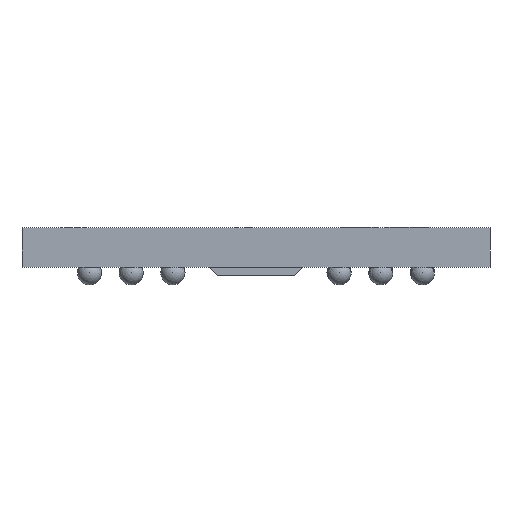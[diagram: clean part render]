
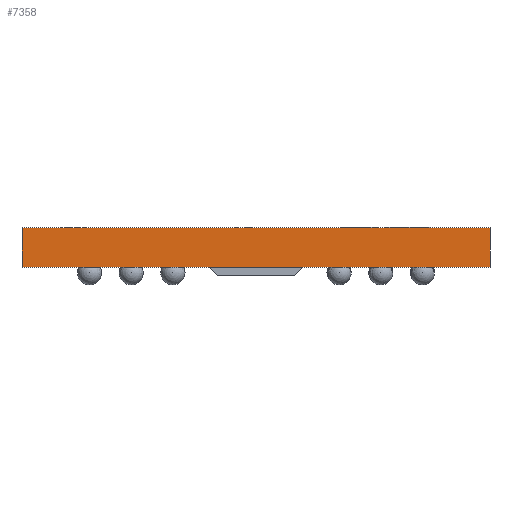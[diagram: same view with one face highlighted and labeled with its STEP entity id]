
A CAD part, front view. The second image highlights one B-rep face of the part: STEP entity #7358.
In plain terms, the highlighted planar face has unit normal (0, -1, 0).
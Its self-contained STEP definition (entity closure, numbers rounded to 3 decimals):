
#1041=FACE_OUTER_BOUND('',#1555,.T.);
#1555=EDGE_LOOP('',(#5712,#5713,#5714,#5715));
#2036=LINE('',#11716,#2616);
#2130=LINE('',#12201,#2710);
#2134=LINE('',#12209,#2714);
#2135=LINE('',#12211,#2715);
#2616=VECTOR('',#9031,1.);
#2710=VECTOR('',#9193,1.);
#2714=VECTOR('',#9201,1.);
#2715=VECTOR('',#9204,1.);
#3454=VERTEX_POINT('',#11709);
#3457=VERTEX_POINT('',#11714);
#3627=VERTEX_POINT('',#12197);
#3630=VERTEX_POINT('',#12207);
#4250=EDGE_CURVE('',#3457,#3454,#2036,.T.);
#4422=EDGE_CURVE('',#3454,#3627,#2130,.T.);
#4426=EDGE_CURVE('',#3457,#3630,#2134,.T.);
#4427=EDGE_CURVE('',#3630,#3627,#2135,.T.);
#5712=ORIENTED_EDGE('',*,*,#4427,.T.);
#5713=ORIENTED_EDGE('',*,*,#4422,.F.);
#5714=ORIENTED_EDGE('',*,*,#4250,.F.);
#5715=ORIENTED_EDGE('',*,*,#4426,.T.);
#6935=PLANE('',#7988);
#7358=ADVANCED_FACE('',(#1041),#6935,.F.);
#7988=AXIS2_PLACEMENT_3D('',#12210,#9202,#9203);
#9031=DIRECTION('',(1.,0.,0.));
#9193=DIRECTION('',(0.,0.,-1.));
#9201=DIRECTION('',(0.,0.,-1.));
#9202=DIRECTION('center_axis',(0.,1.,0.));
#9203=DIRECTION('ref_axis',(0.,0.,1.));
#9204=DIRECTION('',(1.,0.,0.));
#11709=CARTESIAN_POINT('',(4.737,-7.369,1.158));
#11714=CARTESIAN_POINT('',(-4.737,-7.369,1.158));
#11716=CARTESIAN_POINT('',(-4.737,-7.369,1.158));
#12197=CARTESIAN_POINT('',(4.737,-7.369,0.358));
#12201=CARTESIAN_POINT('',(4.737,-7.369,1.158));
#12207=CARTESIAN_POINT('',(-4.737,-7.369,0.358));
#12209=CARTESIAN_POINT('',(-4.737,-7.369,1.158));
#12210=CARTESIAN_POINT('Origin',(-4.737,-7.369,1.158));
#12211=CARTESIAN_POINT('',(-4.737,-7.369,0.358));
